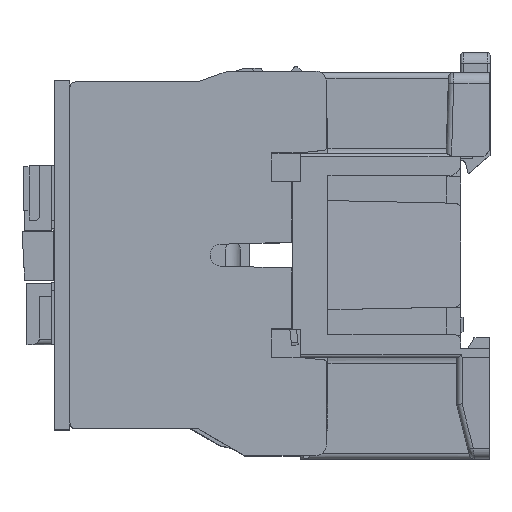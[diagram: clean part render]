
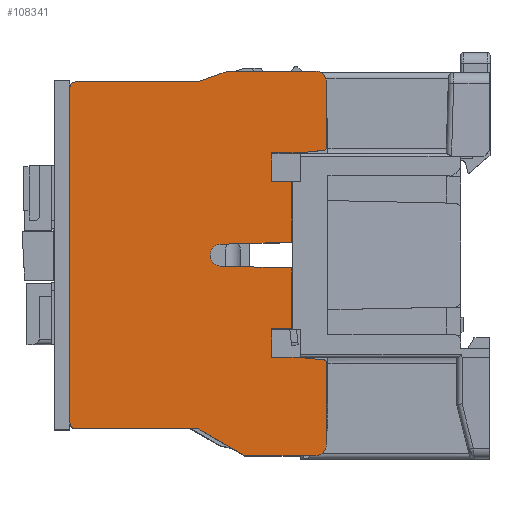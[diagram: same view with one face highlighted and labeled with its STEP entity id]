
A CAD part, top view. The second image highlights one B-rep face of the part: STEP entity #108341.
In plain terms, the highlighted planar face has unit normal (0, 0, 1).
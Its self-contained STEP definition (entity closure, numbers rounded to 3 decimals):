
#16239=DIRECTION('',(1.,0.,0.));
#16240=VECTOR('',#16239,3.7);
#16241=CARTESIAN_POINT('',(-31.3,13.95,22.85));
#16242=LINE('',#16241,#16240);
#16243=DIRECTION('',(-1.,-0.028,0.));
#16244=VECTOR('',#16243,12.362);
#16245=CARTESIAN_POINT('',(-28.3,2.8,22.85));
#16246=LINE('',#16245,#16244);
#16247=CARTESIAN_POINT('',(-40.6,0.45,22.85));
#16248=DIRECTION('',(0.,0.,1.));
#16249=DIRECTION('',(-0.028,1.,0.));
#16250=AXIS2_PLACEMENT_3D('',#16247,#16248,#16249);
#16252=DIRECTION('',(1.,-0.028,0.));
#16253=VECTOR('',#16252,12.362);
#16254=CARTESIAN_POINT('',(-40.657,-1.549,22.85));
#16255=LINE('',#16254,#16253);
#16256=DIRECTION('',(1.,0.,0.));
#16257=VECTOR('',#16256,0.7);
#16258=CARTESIAN_POINT('',(-28.3,-1.9,22.85));
#16259=LINE('',#16258,#16257);
#16260=DIRECTION('',(-1.,0.,0.));
#16261=VECTOR('',#16260,3.7);
#16262=CARTESIAN_POINT('',(-27.6,-13.05,22.85));
#16263=LINE('',#16262,#16261);
#16264=DIRECTION('',(0.,-1.,0.));
#16265=VECTOR('',#16264,5.25);
#16266=CARTESIAN_POINT('',(-31.3,-13.05,22.85));
#16267=LINE('',#16266,#16265);
#16268=DIRECTION('',(1.,0.,0.));
#16269=VECTOR('',#16268,5.);
#16270=CARTESIAN_POINT('',(-31.3,-18.3,22.85));
#16271=LINE('',#16270,#16269);
#16272=DIRECTION('',(0.995,-0.1,0.));
#16273=VECTOR('',#16272,4.572);
#16274=CARTESIAN_POINT('',(-26.3,-18.3,22.85));
#16275=LINE('',#16274,#16273);
#16276=DIRECTION('',(0.,-1.,0.));
#16277=VECTOR('',#16276,15.048);
#16278=CARTESIAN_POINT('',(-21.3,-19.252,22.85));
#16279=LINE('',#16278,#16277);
#16280=DIRECTION('',(-1.,0.,0.));
#16281=VECTOR('',#16280,13.);
#16282=CARTESIAN_POINT('',(-23.3,-36.3,22.85));
#16283=LINE('',#16282,#16281);
#16284=DIRECTION('',(-0.866,0.5,0.));
#16285=VECTOR('',#16284,10.);
#16286=CARTESIAN_POINT('',(-36.3,-36.3,22.85));
#16287=LINE('',#16286,#16285);
#16288=DIRECTION('',(-1.,0.,0.));
#16289=VECTOR('',#16288,22.34);
#16290=CARTESIAN_POINT('',(-44.96,-31.3,22.85));
#16291=LINE('',#16290,#16289);
#16292=DIRECTION('',(1.,0.,0.));
#16293=VECTOR('',#16292,22.34);
#16294=CARTESIAN_POINT('',(-67.3,32.2,22.85));
#16295=LINE('',#16294,#16293);
#16296=DIRECTION('',(0.943,0.333,0.));
#16297=VECTOR('',#16296,6.003);
#16298=CARTESIAN_POINT('',(-44.96,32.2,22.85));
#16299=LINE('',#16298,#16297);
#16300=DIRECTION('',(1.,0.,0.));
#16301=VECTOR('',#16300,16.);
#16302=CARTESIAN_POINT('',(-39.3,34.2,22.85));
#16303=LINE('',#16302,#16301);
#16304=DIRECTION('',(0.,-1.,0.));
#16305=VECTOR('',#16304,12.048);
#16306=CARTESIAN_POINT('',(-21.3,32.2,22.85));
#16307=LINE('',#16306,#16305);
#16308=DIRECTION('',(-0.995,-0.1,0.));
#16309=VECTOR('',#16308,4.572);
#16310=CARTESIAN_POINT('',(-21.75,19.655,22.85));
#16311=LINE('',#16310,#16309);
#16312=DIRECTION('',(-1.,0.,0.));
#16313=VECTOR('',#16312,5.);
#16314=CARTESIAN_POINT('',(-26.3,19.2,22.85));
#16315=LINE('',#16314,#16313);
#16316=DIRECTION('',(0.,-1.,0.));
#16317=VECTOR('',#16316,5.25);
#16318=CARTESIAN_POINT('',(-31.3,19.2,22.85));
#16319=LINE('',#16318,#16317);
#22742=DIRECTION('',(0.,-1.,0.));
#22743=VECTOR('',#22742,11.15);
#22744=CARTESIAN_POINT('',(-27.6,-1.9,22.85));
#22745=LINE('',#22744,#22743);
#22794=DIRECTION('',(1.,0.,0.));
#22795=VECTOR('',#22794,0.7);
#22796=CARTESIAN_POINT('',(-28.3,2.8,22.85));
#22797=LINE('',#22796,#22795);
#22826=DIRECTION('',(0.,-1.,0.));
#22827=VECTOR('',#22826,11.15);
#22828=CARTESIAN_POINT('',(-27.6,13.95,22.85));
#22829=LINE('',#22828,#22827);
#23051=CARTESIAN_POINT('',(-23.3,32.2,22.85));
#23052=DIRECTION('',(0.,0.,1.));
#23053=DIRECTION('',(1.,0.,0.));
#23054=AXIS2_PLACEMENT_3D('',#23051,#23052,#23053);
#23100=CARTESIAN_POINT('',(-21.8,20.152,22.85));
#23101=DIRECTION('',(0.,0.,1.));
#23102=DIRECTION('',(0.1,-0.995,0.));
#23103=AXIS2_PLACEMENT_3D('',#23100,#23101,#23102);
#23136=CARTESIAN_POINT('',(-67.3,31.2,22.85));
#23137=DIRECTION('',(0.,0.,1.));
#23138=DIRECTION('',(0.,1.,0.));
#23139=AXIS2_PLACEMENT_3D('',#23136,#23137,#23138);
#25758=DIRECTION('',(0.,-1.,0.));
#25759=VECTOR('',#25758,61.5);
#25760=CARTESIAN_POINT('',(-68.3,31.2,22.85));
#25761=LINE('',#25760,#25759);
#25770=CARTESIAN_POINT('',(-67.3,-30.3,22.85));
#25771=DIRECTION('',(0.,0.,1.));
#25772=DIRECTION('',(-1.,0.,0.));
#25773=AXIS2_PLACEMENT_3D('',#25770,#25771,#25772);
#49619=CARTESIAN_POINT('',(-23.3,-34.3,22.85));
#49620=DIRECTION('',(0.,0.,1.));
#49621=DIRECTION('',(0.,-1.,0.));
#49622=AXIS2_PLACEMENT_3D('',#49619,#49620,#49621);
#49646=CARTESIAN_POINT('',(-21.8,-19.252,22.85));
#49647=DIRECTION('',(0.,0.,1.));
#49648=DIRECTION('',(1.,0.,0.));
#49649=AXIS2_PLACEMENT_3D('',#49646,#49647,#49648);
#77336=CARTESIAN_POINT('',(-44.96,32.2,22.85));
#77337=CARTESIAN_POINT('',(-39.3,34.2,22.85));
#77338=VERTEX_POINT('',#77336);
#77339=VERTEX_POINT('',#77337);
#77340=CARTESIAN_POINT('',(-26.3,19.2,22.85));
#77341=CARTESIAN_POINT('',(-31.3,19.2,22.85));
#77342=VERTEX_POINT('',#77340);
#77343=VERTEX_POINT('',#77341);
#77344=CARTESIAN_POINT('',(-31.3,13.95,22.85));
#77345=VERTEX_POINT('',#77344);
#77346=CARTESIAN_POINT('',(-40.657,2.449,22.85));
#77347=CARTESIAN_POINT('',(-40.657,-1.549,22.85));
#77348=VERTEX_POINT('',#77346);
#77349=VERTEX_POINT('',#77347);
#77350=CARTESIAN_POINT('',(-31.3,-13.05,22.85));
#77351=CARTESIAN_POINT('',(-31.3,-18.3,22.85));
#77352=VERTEX_POINT('',#77350);
#77353=VERTEX_POINT('',#77351);
#77354=CARTESIAN_POINT('',(-26.3,-18.3,22.85));
#77355=VERTEX_POINT('',#77354);
#77356=CARTESIAN_POINT('',(-36.3,-36.3,22.85));
#77357=CARTESIAN_POINT('',(-44.96,-31.3,22.85));
#77358=VERTEX_POINT('',#77356);
#77359=VERTEX_POINT('',#77357);
#79141=CARTESIAN_POINT('',(-21.75,19.655,22.85));
#79143=VERTEX_POINT('',#79141);
#79144=CARTESIAN_POINT('',(-21.3,20.152,22.85));
#79145=VERTEX_POINT('',#79144);
#79149=CARTESIAN_POINT('',(-21.3,-19.252,22.85));
#79151=VERTEX_POINT('',#79149);
#79152=CARTESIAN_POINT('',(-21.75,-18.755,22.85));
#79153=VERTEX_POINT('',#79152);
#79164=CARTESIAN_POINT('',(-23.3,-36.3,22.85));
#79165=CARTESIAN_POINT('',(-21.3,-34.3,22.85));
#79166=VERTEX_POINT('',#79164);
#79167=VERTEX_POINT('',#79165);
#79191=CARTESIAN_POINT('',(-21.3,32.2,22.85));
#79193=VERTEX_POINT('',#79191);
#79194=CARTESIAN_POINT('',(-23.3,34.2,22.85));
#79195=VERTEX_POINT('',#79194);
#80197=CARTESIAN_POINT('',(-68.3,-30.3,22.85));
#80198=CARTESIAN_POINT('',(-67.3,-31.3,22.85));
#80199=VERTEX_POINT('',#80197);
#80200=VERTEX_POINT('',#80198);
#80222=CARTESIAN_POINT('',(-67.3,32.2,22.85));
#80224=VERTEX_POINT('',#80222);
#80225=CARTESIAN_POINT('',(-68.3,31.2,22.85));
#80226=VERTEX_POINT('',#80225);
#80549=CARTESIAN_POINT('',(-27.6,-1.9,22.85));
#80550=VERTEX_POINT('',#80549);
#80551=CARTESIAN_POINT('',(-27.6,-13.05,22.85));
#80552=VERTEX_POINT('',#80551);
#80554=CARTESIAN_POINT('',(-27.6,13.95,22.85));
#80556=VERTEX_POINT('',#80554);
#80557=CARTESIAN_POINT('',(-27.6,2.8,22.85));
#80558=VERTEX_POINT('',#80557);
#80577=CARTESIAN_POINT('',(-28.3,-1.9,22.85));
#80579=VERTEX_POINT('',#80577);
#80581=CARTESIAN_POINT('',(-28.3,2.8,22.85));
#80583=VERTEX_POINT('',#80581);
#108276=CARTESIAN_POINT('',(-68.3,-15.95,22.85));
#108277=DIRECTION('',(0.,0.,1.));
#108278=DIRECTION('',(0.,1.,0.));
#108279=AXIS2_PLACEMENT_3D('',#108276,#108277,#108278);
#108280=PLANE('',#108279);
#108282=ORIENTED_EDGE('',*,*,#108281,.T.);
#108284=ORIENTED_EDGE('',*,*,#108283,.T.);
#108286=ORIENTED_EDGE('',*,*,#108285,.F.);
#108288=ORIENTED_EDGE('',*,*,#108287,.T.);
#108290=ORIENTED_EDGE('',*,*,#108289,.T.);
#108292=ORIENTED_EDGE('',*,*,#108291,.T.);
#108294=ORIENTED_EDGE('',*,*,#108293,.T.);
#108296=ORIENTED_EDGE('',*,*,#108295,.T.);
#108298=ORIENTED_EDGE('',*,*,#108297,.T.);
#108300=ORIENTED_EDGE('',*,*,#108299,.T.);
#108302=ORIENTED_EDGE('',*,*,#108301,.T.);
#108304=ORIENTED_EDGE('',*,*,#108303,.T.);
#108306=ORIENTED_EDGE('',*,*,#108305,.F.);
#108308=ORIENTED_EDGE('',*,*,#108307,.T.);
#108310=ORIENTED_EDGE('',*,*,#108309,.F.);
#108312=ORIENTED_EDGE('',*,*,#108311,.T.);
#108313=ORIENTED_EDGE('',*,*,#108266,.T.);
#108314=ORIENTED_EDGE('',*,*,#108164,.T.);
#108316=ORIENTED_EDGE('',*,*,#108315,.F.);
#108318=ORIENTED_EDGE('',*,*,#108317,.F.);
#108320=ORIENTED_EDGE('',*,*,#108319,.F.);
#108322=ORIENTED_EDGE('',*,*,#108321,.T.);
#108324=ORIENTED_EDGE('',*,*,#108323,.T.);
#108326=ORIENTED_EDGE('',*,*,#108325,.T.);
#108328=ORIENTED_EDGE('',*,*,#108327,.F.);
#108330=ORIENTED_EDGE('',*,*,#108329,.T.);
#108332=ORIENTED_EDGE('',*,*,#108331,.F.);
#108334=ORIENTED_EDGE('',*,*,#108333,.T.);
#108336=ORIENTED_EDGE('',*,*,#108335,.T.);
#108338=ORIENTED_EDGE('',*,*,#108337,.T.);
#108339=EDGE_LOOP('',(#108282,#108284,#108286,#108288,#108290,#108292,#108294,
#108296,#108298,#108300,#108302,#108304,#108306,#108308,#108310,#108312,#108313,
#108314,#108316,#108318,#108320,#108322,#108324,#108326,#108328,#108330,#108332,
#108334,#108336,#108338));
#108340=FACE_OUTER_BOUND('',#108339,.F.);
#16251=CIRCLE('',#16250,2.);
#23055=CIRCLE('',#23054,2.);
#23104=CIRCLE('',#23103,0.5);
#23140=CIRCLE('',#23139,1.);
#25774=CIRCLE('',#25773,1.);
#49623=CIRCLE('',#49622,2.);
#49650=CIRCLE('',#49649,0.5);
#108164=EDGE_CURVE('',#77359,#80200,#16291,.T.);
#108266=EDGE_CURVE('',#77358,#77359,#16287,.T.);
#108281=EDGE_CURVE('',#77345,#80556,#16242,.T.);
#108283=EDGE_CURVE('',#80556,#80558,#22829,.T.);
#108285=EDGE_CURVE('',#80583,#80558,#22797,.T.);
#108287=EDGE_CURVE('',#80583,#77348,#16246,.T.);
#108289=EDGE_CURVE('',#77348,#77349,#16251,.T.);
#108291=EDGE_CURVE('',#77349,#80579,#16255,.T.);
#108293=EDGE_CURVE('',#80579,#80550,#16259,.T.);
#108295=EDGE_CURVE('',#80550,#80552,#22745,.T.);
#108297=EDGE_CURVE('',#80552,#77352,#16263,.T.);
#108299=EDGE_CURVE('',#77352,#77353,#16267,.T.);
#108301=EDGE_CURVE('',#77353,#77355,#16271,.T.);
#108303=EDGE_CURVE('',#77355,#79153,#16275,.T.);
#108305=EDGE_CURVE('',#79151,#79153,#49650,.T.);
#108307=EDGE_CURVE('',#79151,#79167,#16279,.T.);
#108309=EDGE_CURVE('',#79166,#79167,#49623,.T.);
#108311=EDGE_CURVE('',#79166,#77358,#16283,.T.);
#108315=EDGE_CURVE('',#80199,#80200,#25774,.T.);
#108317=EDGE_CURVE('',#80226,#80199,#25761,.T.);
#108319=EDGE_CURVE('',#80224,#80226,#23140,.T.);
#108321=EDGE_CURVE('',#80224,#77338,#16295,.T.);
#108323=EDGE_CURVE('',#77338,#77339,#16299,.T.);
#108325=EDGE_CURVE('',#77339,#79195,#16303,.T.);
#108327=EDGE_CURVE('',#79193,#79195,#23055,.T.);
#108329=EDGE_CURVE('',#79193,#79145,#16307,.T.);
#108331=EDGE_CURVE('',#79143,#79145,#23104,.T.);
#108333=EDGE_CURVE('',#79143,#77342,#16311,.T.);
#108335=EDGE_CURVE('',#77342,#77343,#16315,.T.);
#108337=EDGE_CURVE('',#77343,#77345,#16319,.T.);
#108341=ADVANCED_FACE('',(#108340),#108280,.T.);
